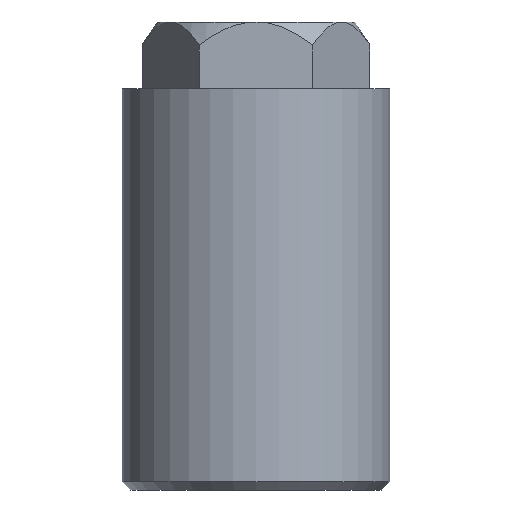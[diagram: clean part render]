
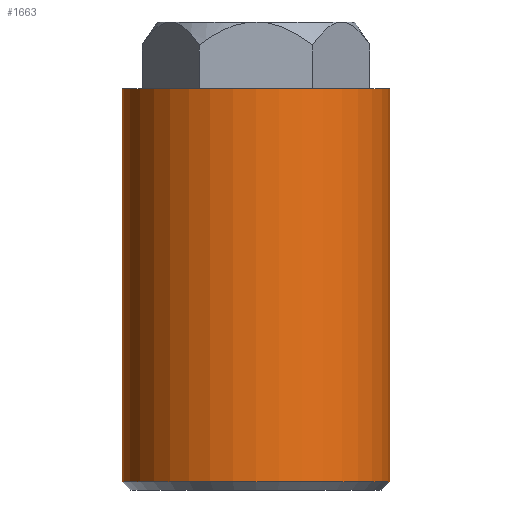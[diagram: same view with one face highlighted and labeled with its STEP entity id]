
A CAD part, front view. The second image highlights one B-rep face of the part: STEP entity #1663.
In plain terms, the highlighted cylindrical face has radius 8 mm (diameter 16 mm), a partial arc.
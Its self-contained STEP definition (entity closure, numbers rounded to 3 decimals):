
#19 = VECTOR ( 'NONE', #1282, 1000. ) ;
#33 = AXIS2_PLACEMENT_3D ( 'NONE', #1448, #1454, #1466 ) ;
#47 = FACE_OUTER_BOUND ( 'NONE', #1796, .T. ) ;
#265 = VERTEX_POINT ( 'NONE', #373 ) ;
#364 = VERTEX_POINT ( 'NONE', #461 ) ;
#373 = CARTESIAN_POINT ( 'NONE',  ( 12.049, 16.971, 9.735 ) ) ;
#452 = DIRECTION ( 'NONE',  ( 0., 0., -1. ) ) ;
#461 = CARTESIAN_POINT ( 'NONE',  ( 12.049, 16.971, 33.235 ) ) ;
#501 = CARTESIAN_POINT ( 'NONE',  ( 4.049, 16.971, 33.235 ) ) ;
#596 = DIRECTION ( 'NONE',  ( -1., 0., 0. ) ) ;
#619 = EDGE_CURVE ( 'NONE', #1984, #3720, #3231, .T. ) ;
#620 = CIRCLE ( 'NONE', #3123, 8. ) ;
#649 = EDGE_CURVE ( 'NONE', #3720, #265, #2305, .T. ) ;
#662 = ORIENTED_EDGE ( 'NONE', *, *, #649, .T. ) ;
#719 = EDGE_CURVE ( 'NONE', #1984, #364, #620, .T. ) ;
#922 = CARTESIAN_POINT ( 'NONE',  ( -3.951, 16.971, 9.735 ) ) ;
#1165 = EDGE_CURVE ( 'NONE', #364, #265, #1453, .T. ) ;
#1189 = CARTESIAN_POINT ( 'NONE',  ( -3.951, 16.971, 33.235 ) ) ;
#1224 = ORIENTED_EDGE ( 'NONE', *, *, #719, .F. ) ;
#1266 = ORIENTED_EDGE ( 'NONE', *, *, #619, .T. ) ;
#1282 = DIRECTION ( 'NONE',  ( 0., 0., -1. ) ) ;
#1448 = CARTESIAN_POINT ( 'NONE',  ( 4.049, 16.971, 9.735 ) ) ;
#1449 = ORIENTED_EDGE ( 'NONE', *, *, #1165, .F. ) ;
#1453 = LINE ( 'NONE', #3704, #3147 ) ;
#1454 = DIRECTION ( 'NONE',  ( 0., 0., 1. ) ) ;
#1466 = DIRECTION ( 'NONE',  ( 1., 0., 0. ) ) ;
#1663 = ADVANCED_FACE ( 'NONE', ( #47 ), #2464, .T. ) ;
#1707 = CARTESIAN_POINT ( 'NONE',  ( 4.049, 16.971, 33.235 ) ) ;
#1733 = DIRECTION ( 'NONE',  ( 0., 0., 1. ) ) ;
#1745 = DIRECTION ( 'NONE',  ( 1., 0., 0. ) ) ;
#1796 = EDGE_LOOP ( 'NONE', ( #1449, #1224, #1266, #662 ) ) ;
#1984 = VERTEX_POINT ( 'NONE', #2503 ) ;
#2305 = CIRCLE ( 'NONE', #33, 8. ) ;
#2464 = CYLINDRICAL_SURFACE ( 'NONE', #3810, 8. ) ;
#2503 = CARTESIAN_POINT ( 'NONE',  ( -3.951, 16.971, 33.235 ) ) ;
#3123 = AXIS2_PLACEMENT_3D ( 'NONE', #1707, #1733, #1745 ) ;
#3147 = VECTOR ( 'NONE', #3567, 1000. ) ;
#3231 = LINE ( 'NONE', #1189, #19 ) ;
#3567 = DIRECTION ( 'NONE',  ( 0., 0., -1. ) ) ;
#3704 = CARTESIAN_POINT ( 'NONE',  ( 12.049, 16.971, 33.235 ) ) ;
#3720 = VERTEX_POINT ( 'NONE', #922 ) ;
#3810 = AXIS2_PLACEMENT_3D ( 'NONE', #501, #452, #596 ) ;
